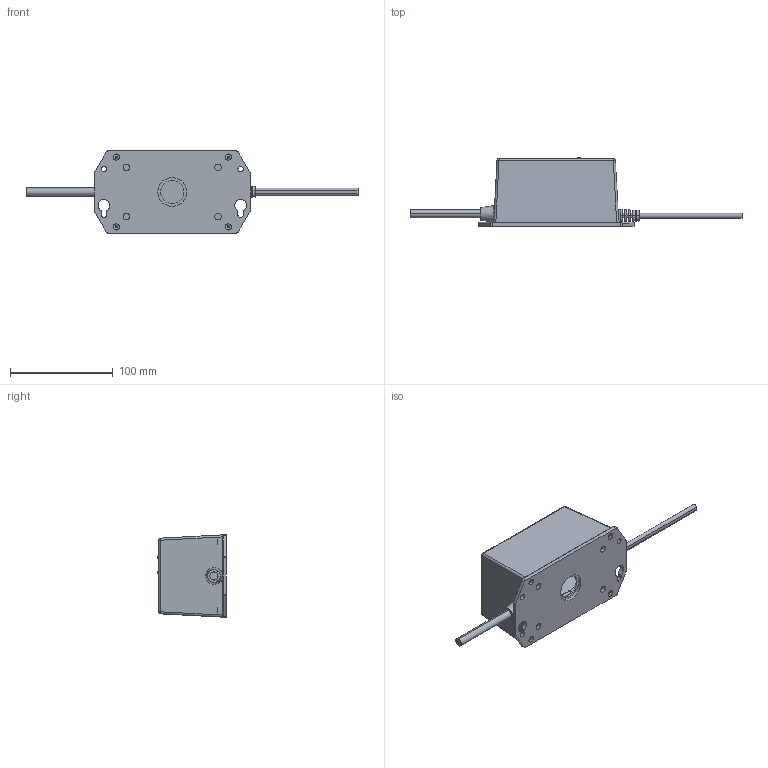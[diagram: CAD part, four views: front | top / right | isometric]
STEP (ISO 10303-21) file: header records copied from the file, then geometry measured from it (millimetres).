
FILE_DESCRIPTION (( 'STEP AP203' ), '1' );
FILE_NAME ('CT150.STEP', '2017-03-24T05:17:38', ( 'Alan Lee' ), ( '' ), 'SwSTEP 2.0', 'SolidWorks 2014', '' );
FILE_SCHEMA (( 'CONFIG_CONTROL_DESIGN' ));
Length unit declared in the file: millimetre
Products named in the file (7): LED_5mm; CT150; LED_5mm_Green; DPIC_Cover; SR_EN3C2M; DPIC_Bottom; AC
Assembly tree (6 placements, depth 2):
  CT150
    DPIC_Cover
    DPIC_Bottom
    SR_EN3C2M
    AC
    LED_5mm
    LED_5mm_Green
Bounding box: 322.99 x 67 x 80 mm (x, y, z)
Volume: 150083.3 mm3; surface area: 101099.8 mm2
Topology: 7 solids, 7 shells, 459 faces, 1183 edges, 765 vertices
Faces by surface type: plane 243, cylinder 181, torus 12, sphere 8, bspline 8, cone 7
Entity records: 15057 total; most frequent: CARTESIAN_POINT 2954, DIRECTION 2430, ORIENTED_EDGE 2342, EDGE_CURVE 1171, AXIS2_PLACEMENT_3D 883, VERTEX_POINT 761, VECTOR 664, LINE 664
